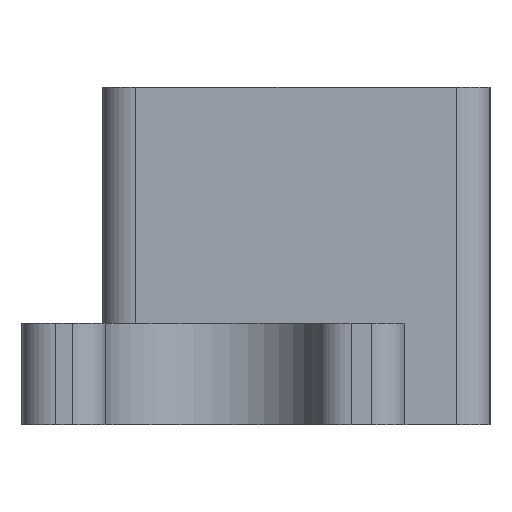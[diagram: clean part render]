
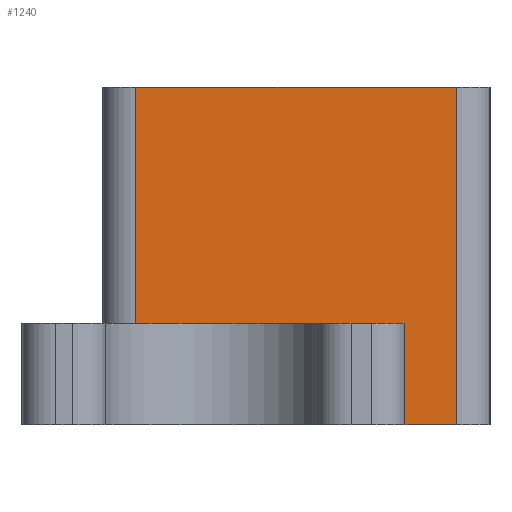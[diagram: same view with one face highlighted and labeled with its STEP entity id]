
A CAD part, left-side view. The second image highlights one B-rep face of the part: STEP entity #1240.
In plain terms, the highlighted planar face has unit normal (-1, 0, 0).
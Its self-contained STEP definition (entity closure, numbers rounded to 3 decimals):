
#16 = VERTEX_POINT ( 'NONE', #1557 ) ;
#84 = VECTOR ( 'NONE', #191, 1000. ) ;
#94 = FACE_OUTER_BOUND ( 'NONE', #450, .T. ) ;
#112 = LINE ( 'NONE', #172, #84 ) ;
#117 = EDGE_CURVE ( 'NONE', #1452, #893, #910, .T. ) ;
#119 = VECTOR ( 'NONE', #597, 1000. ) ;
#121 = DIRECTION ( 'NONE',  ( 1., 0., 0. ) ) ;
#172 = CARTESIAN_POINT ( 'NONE',  ( -14.5, 3., 5.73 ) ) ;
#191 = DIRECTION ( 'NONE',  ( 0., -1., 0. ) ) ;
#216 = EDGE_CURVE ( 'NONE', #16, #1496, #792, .T. ) ;
#222 = DIRECTION ( 'NONE',  ( 0., -1., 0. ) ) ;
#224 = CARTESIAN_POINT ( 'NONE',  ( -14.5, 3., -2.25 ) ) ;
#273 = CARTESIAN_POINT ( 'NONE',  ( -14.5, 10., -3.25 ) ) ;
#327 = EDGE_CURVE ( 'NONE', #16, #665, #633, .T. ) ;
#360 = CARTESIAN_POINT ( 'NONE',  ( -14.5, 0., 7.25 ) ) ;
#450 = EDGE_LOOP ( 'NONE', ( #639, #693, #720, #723, #899, #947 ) ) ;
#597 = DIRECTION ( 'NONE',  ( 0., 0., 1. ) ) ;
#610 = VECTOR ( 'NONE', #834, 1000. ) ;
#633 = LINE ( 'NONE', #273, #610 ) ;
#639 = ORIENTED_EDGE ( 'NONE', *, *, #327, .F. ) ;
#644 = EDGE_CURVE ( 'NONE', #872, #1452, #112, .T. ) ;
#665 = VERTEX_POINT ( 'NONE', #724 ) ;
#693 = ORIENTED_EDGE ( 'NONE', *, *, #216, .T. ) ;
#720 = ORIENTED_EDGE ( 'NONE', *, *, #932, .T. ) ;
#723 = ORIENTED_EDGE ( 'NONE', *, *, #644, .T. ) ;
#724 = CARTESIAN_POINT ( 'NONE',  ( -14.5, 10., 7.25 ) ) ;
#747 = PLANE ( 'NONE',  #859 ) ;
#770 = VECTOR ( 'NONE', #222, 1000. ) ;
#792 = LINE ( 'NONE', #224, #770 ) ;
#795 = CARTESIAN_POINT ( 'NONE',  ( -14.5, 0., 5.73 ) ) ;
#834 = DIRECTION ( 'NONE',  ( 0., 0., 1. ) ) ;
#847 = DIRECTION ( 'NONE',  ( 0., 0., 1. ) ) ;
#855 = CARTESIAN_POINT ( 'NONE',  ( -14.5, 0., 5.73 ) ) ;
#856 = LINE ( 'NONE', #1968, #2040 ) ;
#859 = AXIS2_PLACEMENT_3D ( 'NONE', #1418, #121, #1256 ) ;
#872 = VERTEX_POINT ( 'NONE', #1835 ) ;
#893 = VERTEX_POINT ( 'NONE', #360 ) ;
#899 = ORIENTED_EDGE ( 'NONE', *, *, #117, .T. ) ;
#906 = CARTESIAN_POINT ( 'NONE',  ( -14.5, 3., 8.25 ) ) ;
#910 = LINE ( 'NONE', #855, #957 ) ;
#932 = EDGE_CURVE ( 'NONE', #1496, #872, #1838, .T. ) ;
#947 = ORIENTED_EDGE ( 'NONE', *, *, #1993, .T. ) ;
#957 = VECTOR ( 'NONE', #847, 1000. ) ;
#987 = DIRECTION ( 'NONE',  ( 0., 1., 0. ) ) ;
#1240 = ADVANCED_FACE ( 'NONE', ( #94 ), #747, .F. ) ;
#1256 = DIRECTION ( 'NONE',  ( 0., 0., -1. ) ) ;
#1418 = CARTESIAN_POINT ( 'NONE',  ( -14.5, 3., 5.73 ) ) ;
#1452 = VERTEX_POINT ( 'NONE', #795 ) ;
#1496 = VERTEX_POINT ( 'NONE', #1652 ) ;
#1557 = CARTESIAN_POINT ( 'NONE',  ( -14.5, 10., -2.25 ) ) ;
#1652 = CARTESIAN_POINT ( 'NONE',  ( -14.5, 3., -2.25 ) ) ;
#1835 = CARTESIAN_POINT ( 'NONE',  ( -14.5, 3., 5.73 ) ) ;
#1838 = LINE ( 'NONE', #906, #119 ) ;
#1968 = CARTESIAN_POINT ( 'NONE',  ( -14.5, 3., 7.25 ) ) ;
#1993 = EDGE_CURVE ( 'NONE', #893, #665, #856, .T. ) ;
#2040 = VECTOR ( 'NONE', #987, 1000. ) ;
